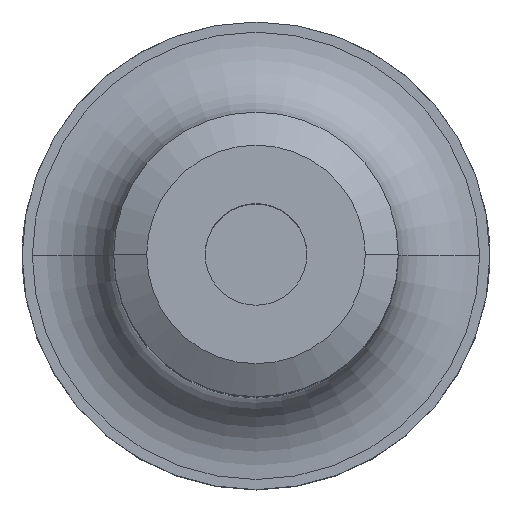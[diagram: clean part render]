
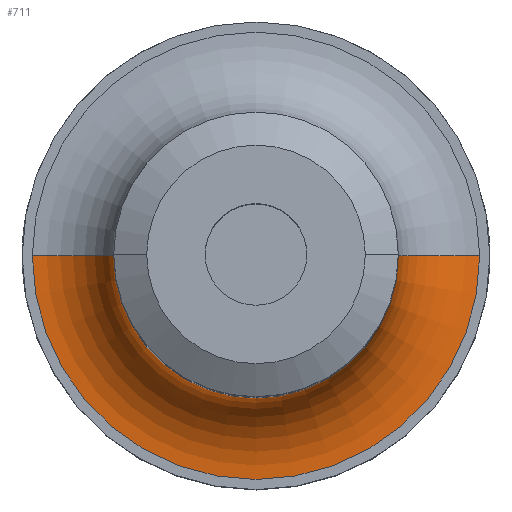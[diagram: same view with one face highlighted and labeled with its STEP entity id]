
A CAD part, top view. The second image highlights one B-rep face of the part: STEP entity #711.
In plain terms, the highlighted toroidal (fillet/blend) face has major radius 22 mm and minor radius 8 mm.
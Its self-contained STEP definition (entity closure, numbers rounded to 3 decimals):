
#30 = CIRCLE ( 'NONE', #229, 22. ) ;
#36 = AXIS2_PLACEMENT_3D ( 'NONE', #1821, #1641, #875 ) ;
#66 = AXIS2_PLACEMENT_3D ( 'NONE', #1485, #324, #1342 ) ;
#82 = CARTESIAN_POINT ( 'NONE',  ( -22., 0., 30. ) ) ;
#101 = CARTESIAN_POINT ( 'NONE',  ( 14., 0., 30. ) ) ;
#155 = CARTESIAN_POINT ( 'NONE',  ( -22., 0., 22. ) ) ;
#164 = CARTESIAN_POINT ( 'NONE',  ( 0., 0., 30. ) ) ;
#216 = DIRECTION ( 'NONE',  ( 0., 0., -1. ) ) ;
#229 = AXIS2_PLACEMENT_3D ( 'NONE', #380, #240, #1100 ) ;
#240 = DIRECTION ( 'NONE',  ( 0., 0., -1. ) ) ;
#287 = CIRCLE ( 'NONE', #1710, 8. ) ;
#289 = TOROIDAL_SURFACE ( 'NONE', #1128, 22., 8. ) ;
#324 = DIRECTION ( 'NONE',  ( 0., 0., 1. ) ) ;
#380 = CARTESIAN_POINT ( 'NONE',  ( 0., 0., 22. ) ) ;
#486 = CIRCLE ( 'NONE', #36, 8. ) ;
#711 = ADVANCED_FACE ( 'NONE', ( #1402 ), #289, .F. ) ;
#781 = CARTESIAN_POINT ( 'NONE',  ( 22., 0., 22. ) ) ;
#807 = EDGE_CURVE ( 'NONE', #1720, #969, #486, .T. ) ;
#875 = DIRECTION ( 'NONE',  ( -1., 0., 0. ) ) ;
#887 = VERTEX_POINT ( 'NONE', #155 ) ;
#911 = EDGE_CURVE ( 'NONE', #1720, #887, #30, .T. ) ;
#946 = ORIENTED_EDGE ( 'NONE', *, *, #807, .T. ) ;
#969 = VERTEX_POINT ( 'NONE', #101 ) ;
#1020 = ORIENTED_EDGE ( 'NONE', *, *, #911, .F. ) ;
#1077 = DIRECTION ( 'NONE',  ( 0., -1., 0. ) ) ;
#1100 = DIRECTION ( 'NONE',  ( -1., 0., 0. ) ) ;
#1128 = AXIS2_PLACEMENT_3D ( 'NONE', #164, #1741, #1171 ) ;
#1137 = VERTEX_POINT ( 'NONE', #1267 ) ;
#1149 = CIRCLE ( 'NONE', #66, 14. ) ;
#1159 = ORIENTED_EDGE ( 'NONE', *, *, #1690, .F. ) ;
#1171 = DIRECTION ( 'NONE',  ( -1., 0., 0. ) ) ;
#1267 = CARTESIAN_POINT ( 'NONE',  ( -14., 0., 30. ) ) ;
#1342 = DIRECTION ( 'NONE',  ( -1., 0., 0. ) ) ;
#1356 = EDGE_CURVE ( 'NONE', #1137, #969, #1149, .T. ) ;
#1402 = FACE_OUTER_BOUND ( 'NONE', #1579, .T. ) ;
#1485 = CARTESIAN_POINT ( 'NONE',  ( 0., 0., 30. ) ) ;
#1579 = EDGE_LOOP ( 'NONE', ( #1020, #946, #1653, #1159 ) ) ;
#1641 = DIRECTION ( 'NONE',  ( 0., 1., 0. ) ) ;
#1653 = ORIENTED_EDGE ( 'NONE', *, *, #1356, .F. ) ;
#1690 = EDGE_CURVE ( 'NONE', #887, #1137, #287, .T. ) ;
#1710 = AXIS2_PLACEMENT_3D ( 'NONE', #82, #1077, #216 ) ;
#1720 = VERTEX_POINT ( 'NONE', #781 ) ;
#1741 = DIRECTION ( 'NONE',  ( 0., 0., -1. ) ) ;
#1821 = CARTESIAN_POINT ( 'NONE',  ( 22., 0., 30. ) ) ;
